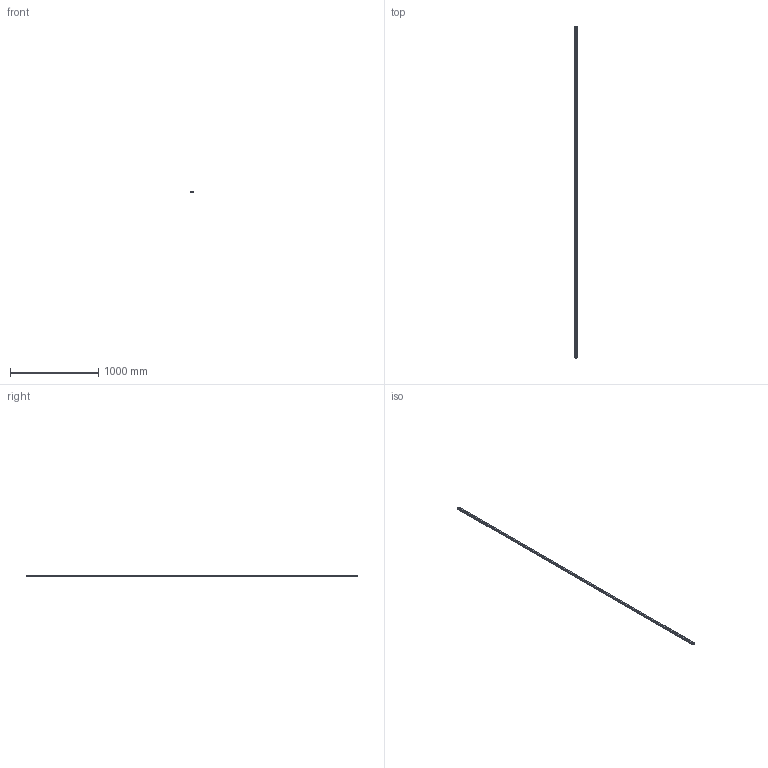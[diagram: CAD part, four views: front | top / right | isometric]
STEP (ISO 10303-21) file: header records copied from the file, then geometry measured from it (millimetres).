
FILE_DESCRIPTION(('STEP AP214'),'1');
FILE_NAME('cctmp_4182A4F5-395C-4F3B-833A-4F165EB1F313_2021_01_25_12_25_01_0666..stp','2021-01-25T11:25:01',('HIWIN GmbH'),('CADClick - www.CADClick.com'),'Spatial InterOp 3D',' ','unknown authorization');
FILE_SCHEMA(('AUTOMOTIVE_DESIGN'));
Length unit declared in the file: millimetre
Products named in the file (1): HGR25T3760C_FILE
Bounding box: 23 x 3760 x 22 mm (x, y, z)
Volume: 1625573.8 mm3; surface area: 356768.5 mm2
Topology: 1 solids, 1 shells, 552 faces, 1701 edges, 1029 vertices
Faces by surface type: plane 278, cylinder 148, cone 126
Entity records: 22755 total; most frequent: DIRECTION 3481, CARTESIAN_POINT 3157, ORIENTED_EDGE 3150, EDGE_CURVE 1575, AXIS2_PLACEMENT_3D 1353, VERTEX_POINT 1029, LINE 775, VECTOR 775
